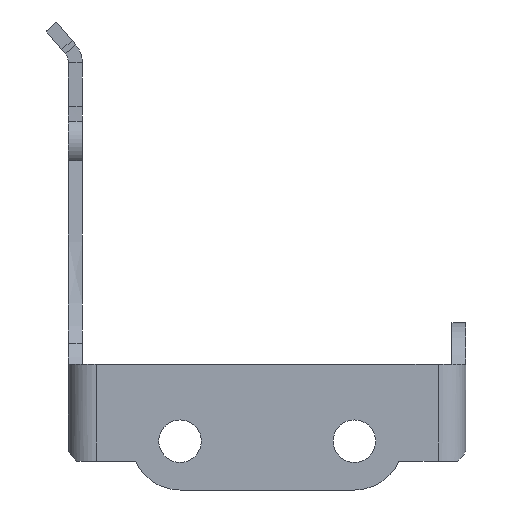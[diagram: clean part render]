
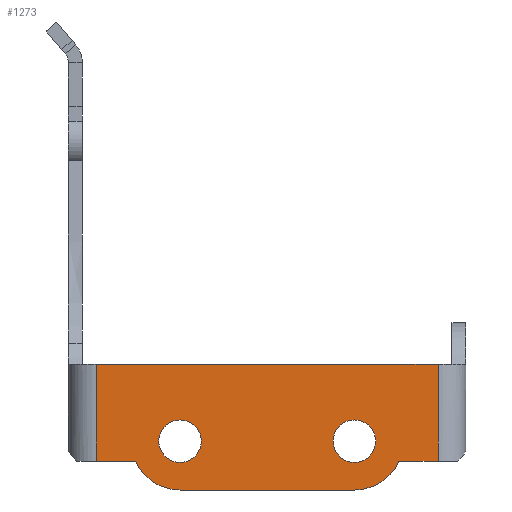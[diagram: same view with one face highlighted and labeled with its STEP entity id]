
A CAD part, front view. The second image highlights one B-rep face of the part: STEP entity #1273.
In plain terms, the highlighted planar face has unit normal (0, -1, 0).
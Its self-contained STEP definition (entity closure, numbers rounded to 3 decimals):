
#129 = VERTEX_POINT('',#130);
#130 = CARTESIAN_POINT('',(4.5,-20.,3.));
#678 = EDGE_CURVE('',#679,#129,#681,.T.);
#679 = VERTEX_POINT('',#680);
#680 = CARTESIAN_POINT('',(4.5,-20.,-10.859));
#681 = LINE('',#682,#683);
#682 = CARTESIAN_POINT('',(4.5,-20.,-10.859));
#683 = VECTOR('',#684,1.);
#684 = DIRECTION('',(0.,0.,1.));
#1273 = ADVANCED_FACE('',(#1274,#1333,#1344),#1355,.F.);
#1274 = FACE_BOUND('',#1275,.F.);
#1275 = EDGE_LOOP('',(#1276,#1284,#1285,#1293,#1301,#1309,#1318,#1326));
#1276 = ORIENTED_EDGE('',*,*,#1277,.F.);
#1277 = EDGE_CURVE('',#679,#1278,#1280,.T.);
#1278 = VERTEX_POINT('',#1279);
#1279 = CARTESIAN_POINT('',(10.11,-20.,-10.859));
#1280 = LINE('',#1281,#1282);
#1281 = CARTESIAN_POINT('',(2.5,-20.,-10.859));
#1282 = VECTOR('',#1283,1.);
#1283 = DIRECTION('',(1.,0.,0.));
#1284 = ORIENTED_EDGE('',*,*,#678,.T.);
#1285 = ORIENTED_EDGE('',*,*,#1286,.T.);
#1286 = EDGE_CURVE('',#129,#1287,#1289,.T.);
#1287 = VERTEX_POINT('',#1288);
#1288 = CARTESIAN_POINT('',(53.5,-20.,3.));
#1289 = LINE('',#1290,#1291);
#1290 = CARTESIAN_POINT('',(55.5,-20.,3.));
#1291 = VECTOR('',#1292,1.);
#1292 = DIRECTION('',(1.,0.,0.));
#1293 = ORIENTED_EDGE('',*,*,#1294,.F.);
#1294 = EDGE_CURVE('',#1295,#1287,#1297,.T.);
#1295 = VERTEX_POINT('',#1296);
#1296 = CARTESIAN_POINT('',(53.5,-20.,-10.859));
#1297 = LINE('',#1298,#1299);
#1298 = CARTESIAN_POINT('',(53.5,-20.,-10.859));
#1299 = VECTOR('',#1300,1.);
#1300 = DIRECTION('',(0.,0.,1.));
#1301 = ORIENTED_EDGE('',*,*,#1302,.T.);
#1302 = EDGE_CURVE('',#1295,#1303,#1305,.T.);
#1303 = VERTEX_POINT('',#1304);
#1304 = CARTESIAN_POINT('',(47.89,-20.,-10.859));
#1305 = LINE('',#1306,#1307);
#1306 = CARTESIAN_POINT('',(55.5,-20.,-10.859));
#1307 = VECTOR('',#1308,1.);
#1308 = DIRECTION('',(-1.,-0.,0.));
#1309 = ORIENTED_EDGE('',*,*,#1310,.F.);
#1310 = EDGE_CURVE('',#1311,#1303,#1313,.T.);
#1311 = VERTEX_POINT('',#1312);
#1312 = CARTESIAN_POINT('',(41.5,-20.,-15.));
#1313 = CIRCLE('',#1314,7.);
#1314 = AXIS2_PLACEMENT_3D('',#1315,#1316,#1317);
#1315 = CARTESIAN_POINT('',(41.5,-20.,-8.));
#1316 = DIRECTION('',(0.,-1.,0.));
#1317 = DIRECTION('',(1.,0.,0.));
#1318 = ORIENTED_EDGE('',*,*,#1319,.F.);
#1319 = EDGE_CURVE('',#1320,#1311,#1322,.T.);
#1320 = VERTEX_POINT('',#1321);
#1321 = CARTESIAN_POINT('',(16.5,-20.,-15.));
#1322 = LINE('',#1323,#1324);
#1323 = CARTESIAN_POINT('',(16.5,-20.,-15.));
#1324 = VECTOR('',#1325,1.);
#1325 = DIRECTION('',(1.,0.,0.));
#1326 = ORIENTED_EDGE('',*,*,#1327,.F.);
#1327 = EDGE_CURVE('',#1278,#1320,#1328,.T.);
#1328 = CIRCLE('',#1329,7.);
#1329 = AXIS2_PLACEMENT_3D('',#1330,#1331,#1332);
#1330 = CARTESIAN_POINT('',(16.5,-20.,-8.));
#1331 = DIRECTION('',(0.,-1.,0.));
#1332 = DIRECTION('',(1.,0.,0.));
#1333 = FACE_BOUND('',#1334,.F.);
#1334 = EDGE_LOOP('',(#1335));
#1335 = ORIENTED_EDGE('',*,*,#1336,.T.);
#1336 = EDGE_CURVE('',#1337,#1337,#1339,.T.);
#1337 = VERTEX_POINT('',#1338);
#1338 = CARTESIAN_POINT('',(19.55,-20.,-8.));
#1339 = CIRCLE('',#1340,3.05);
#1340 = AXIS2_PLACEMENT_3D('',#1341,#1342,#1343);
#1341 = CARTESIAN_POINT('',(16.5,-20.,-8.));
#1342 = DIRECTION('',(0.,-1.,0.));
#1343 = DIRECTION('',(1.,0.,0.));
#1344 = FACE_BOUND('',#1345,.F.);
#1345 = EDGE_LOOP('',(#1346));
#1346 = ORIENTED_EDGE('',*,*,#1347,.T.);
#1347 = EDGE_CURVE('',#1348,#1348,#1350,.T.);
#1348 = VERTEX_POINT('',#1349);
#1349 = CARTESIAN_POINT('',(44.55,-20.,-8.));
#1350 = CIRCLE('',#1351,3.05);
#1351 = AXIS2_PLACEMENT_3D('',#1352,#1353,#1354);
#1352 = CARTESIAN_POINT('',(41.5,-20.,-8.));
#1353 = DIRECTION('',(0.,-1.,0.));
#1354 = DIRECTION('',(1.,0.,0.));
#1355 = PLANE('',#1356);
#1356 = AXIS2_PLACEMENT_3D('',#1357,#1358,#1359);
#1357 = CARTESIAN_POINT('',(17.611,-20.,5.476));
#1358 = DIRECTION('',(0.,1.,0.));
#1359 = DIRECTION('',(0.,0.,1.));
